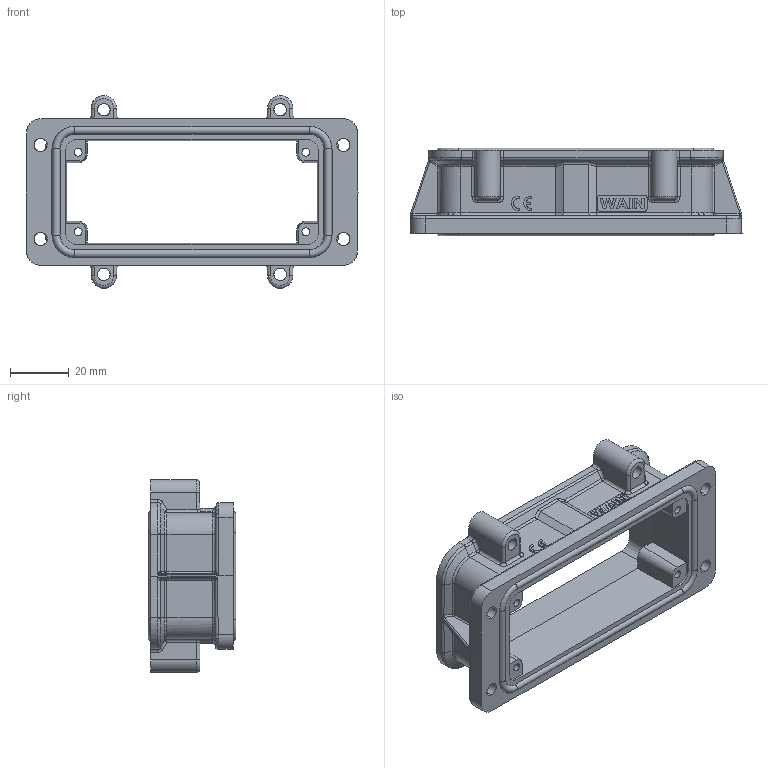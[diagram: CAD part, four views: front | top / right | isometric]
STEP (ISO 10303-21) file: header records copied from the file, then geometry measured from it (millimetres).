
FILE_DESCRIPTION((''),'2;1');
FILE_NAME('3D_1112163301001_EMC_W16B-BK-4H','2024-01-24T',('13034'),(''),'PRO/ENGINEER BY PARAMETRIC TECHNOLOGY CORPORATION, 2012480','PRO/ENGINEER BY PARAMETRIC TECHNOLOGY CORPORATION, 2012480','');
FILE_SCHEMA(('CONFIG_CONTROL_DESIGN'));
Length unit declared in the file: millimetre
Products named in the file (1): 3D_1112163301001_EMC_W16B-BK-4H
Bounding box: 113 x 29.8 x 65.6 mm (x, y, z)
Volume: 48730.2 mm3; surface area: 30182.4 mm2
Topology: 1 solids, 1 shells, 624 faces, 1550 edges, 946 vertices
Faces by surface type: plane 267, cylinder 161, bspline 84, cone 68, torus 36, sphere 8
Entity records: 22467 total; most frequent: CARTESIAN_POINT 8163, ORIENTED_EDGE 3084, DIRECTION 2770, EDGE_CURVE 1542, AXIS2_PLACEMENT_3D 948, VERTEX_POINT 946, VECTOR 874, LINE 874
